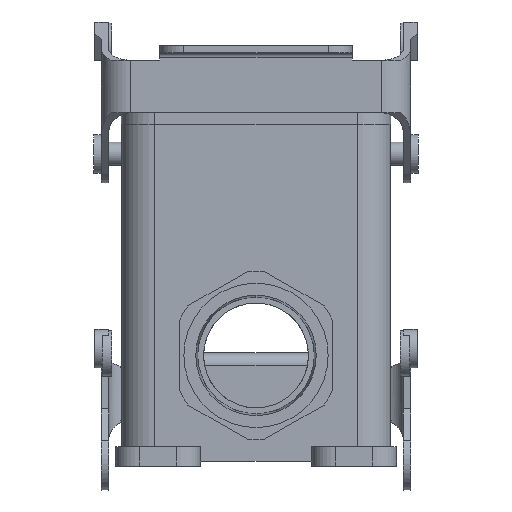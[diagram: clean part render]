
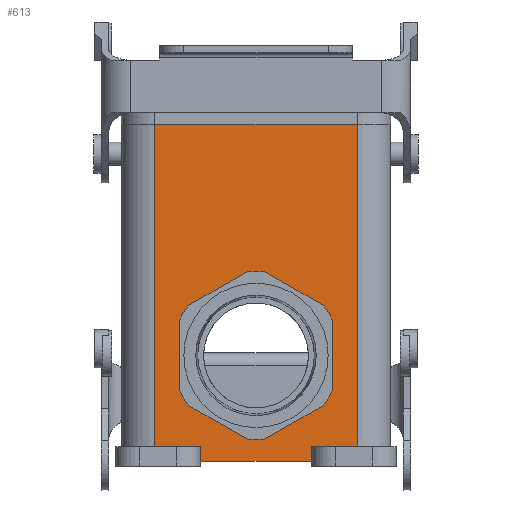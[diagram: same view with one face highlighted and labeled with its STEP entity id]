
A CAD part, left-side view. The second image highlights one B-rep face of the part: STEP entity #613.
In plain terms, the highlighted planar face has unit normal (-1, 0, 0).
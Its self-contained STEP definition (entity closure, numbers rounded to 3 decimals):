
#613 = ADVANCED_FACE( '', ( #1364, #1365 ), #1366, .F. );
#1364 = FACE_BOUND( '', #2246, .T. );
#1365 = FACE_OUTER_BOUND( '', #2247, .T. );
#1366 = PLANE( '', #2248 );
#2246 = EDGE_LOOP( '', ( #3988, #3989, #3990, #3991, #3992, #3993, #3994, #3995, #3996, #3997, #3998, #3999 ) );
#2247 = EDGE_LOOP( '', ( #4000, #4001, #4002, #4003, #4004, #4005, #4006, #4007 ) );
#2248 = AXIS2_PLACEMENT_3D( '', #4008, #4009, #4010 );
#3988 = ORIENTED_EDGE( '', *, *, #5292, .T. );
#3989 = ORIENTED_EDGE( '', *, *, #5416, .T. );
#3990 = ORIENTED_EDGE( '', *, *, #5611, .T. );
#3991 = ORIENTED_EDGE( '', *, *, #5340, .T. );
#3992 = ORIENTED_EDGE( '', *, *, #5390, .T. );
#3993 = ORIENTED_EDGE( '', *, *, #5612, .T. );
#3994 = ORIENTED_EDGE( '', *, *, #5613, .T. );
#3995 = ORIENTED_EDGE( '', *, *, #5521, .T. );
#3996 = ORIENTED_EDGE( '', *, *, #5614, .T. );
#3997 = ORIENTED_EDGE( '', *, *, #5615, .T. );
#3998 = ORIENTED_EDGE( '', *, *, #5121, .T. );
#3999 = ORIENTED_EDGE( '', *, *, #5616, .T. );
#4000 = ORIENTED_EDGE( '', *, *, #5028, .T. );
#4001 = ORIENTED_EDGE( '', *, *, #5486, .T. );
#4002 = ORIENTED_EDGE( '', *, *, #5556, .F. );
#4003 = ORIENTED_EDGE( '', *, *, #5589, .F. );
#4004 = ORIENTED_EDGE( '', *, *, #5617, .F. );
#4005 = ORIENTED_EDGE( '', *, *, #5365, .F. );
#4006 = ORIENTED_EDGE( '', *, *, #5329, .T. );
#4007 = ORIENTED_EDGE( '', *, *, #5473, .T. );
#4008 = CARTESIAN_POINT( '', ( -41., 0., 70. ) );
#4009 = DIRECTION( '', ( 1., 0., 0. ) );
#4010 = DIRECTION( '', ( 0., 0., -1. ) );
#5028 = EDGE_CURVE( '', #6013, #6014, #6015, .T. );
#5121 = EDGE_CURVE( '', #6171, #6175, #6177, .T. );
#5292 = EDGE_CURVE( '', #6454, #6456, #6458, .T. );
#5329 = EDGE_CURVE( '', #6514, #6512, #6515, .T. );
#5340 = EDGE_CURVE( '', #6531, #6529, #6532, .T. );
#5365 = EDGE_CURVE( '', #6514, #6569, #6570, .T. );
#5390 = EDGE_CURVE( '', #6529, #6602, #6604, .T. );
#5416 = EDGE_CURVE( '', #6456, #6642, #6644, .T. );
#5473 = EDGE_CURVE( '', #6512, #6013, #6723, .T. );
#5486 = EDGE_CURVE( '', #6014, #6741, #6743, .F. );
#5521 = EDGE_CURVE( '', #6788, #6790, #6792, .T. );
#5556 = EDGE_CURVE( '', #6841, #6741, #6843, .T. );
#5589 = EDGE_CURVE( '', #6886, #6841, #6888, .F. );
#5611 = EDGE_CURVE( '', #6642, #6531, #6915, .T. );
#5612 = EDGE_CURVE( '', #6602, #6916, #6917, .T. );
#5613 = EDGE_CURVE( '', #6916, #6788, #6918, .T. );
#5614 = EDGE_CURVE( '', #6790, #6919, #6920, .T. );
#5615 = EDGE_CURVE( '', #6919, #6171, #6921, .T. );
#5616 = EDGE_CURVE( '', #6175, #6454, #6922, .T. );
#5617 = EDGE_CURVE( '', #6569, #6886, #6923, .T. );
#6013 = VERTEX_POINT( '', #7422 );
#6014 = VERTEX_POINT( '', #7423 );
#6015 = LINE( '', #7424, #7425 );
#6171 = VERTEX_POINT( '', #7622 );
#6175 = VERTEX_POINT( '', #7628 );
#6177 = LINE( '', #7631, #7632 );
#6454 = VERTEX_POINT( '', #8031 );
#6456 = VERTEX_POINT( '', #8034 );
#6458 = LINE( '', #8037, #8038 );
#6512 = VERTEX_POINT( '', #8130 );
#6514 = VERTEX_POINT( '', #8133 );
#6515 = LINE( '', #8134, #8135 );
#6529 = VERTEX_POINT( '', #8156 );
#6531 = VERTEX_POINT( '', #8159 );
#6532 = CIRCLE( '', #8160, 16.75 );
#6569 = VERTEX_POINT( '', #8207 );
#6570 = LINE( '', #8208, #8209 );
#6602 = VERTEX_POINT( '', #8253 );
#6604 = LINE( '', #8256, #8257 );
#6642 = VERTEX_POINT( '', #8303 );
#6644 = CIRCLE( '', #8306, 16.75 );
#6723 = LINE( '', #8405, #8406 );
#6741 = VERTEX_POINT( '', #8428 );
#6743 = LINE( '', #8430, #8431 );
#6788 = VERTEX_POINT( '', #8489 );
#6790 = VERTEX_POINT( '', #8492 );
#6792 = CIRCLE( '', #8495, 16.75 );
#6841 = VERTEX_POINT( '', #8561 );
#6843 = LINE( '', #8563, #8564 );
#6886 = VERTEX_POINT( '', #8664 );
#6888 = LINE( '', #8666, #8667 );
#6915 = LINE( '', #8701, #8702 );
#6916 = VERTEX_POINT( '', #8703 );
#6917 = CIRCLE( '', #8704, 16.75 );
#6918 = LINE( '', #8705, #8706 );
#6919 = VERTEX_POINT( '', #8707 );
#6920 = LINE( '', #8708, #8709 );
#6921 = CIRCLE( '', #8710, 16.75 );
#6922 = CIRCLE( '', #8711, 16.75 );
#6923 = LINE( '', #8712, #8713 );
#7422 = CARTESIAN_POINT( '', ( -41., -11.5, 3. ) );
#7423 = CARTESIAN_POINT( '', ( -41., -21., 3. ) );
#7424 = CARTESIAN_POINT( '', ( -41., 0., 3. ) );
#7425 = VECTOR( '', #9197, 1000. );
#7622 = CARTESIAN_POINT( '', ( -41., -13.955, 12.737 ) );
#7628 = CARTESIAN_POINT( '', ( -41., -1.045, 5.283 ) );
#7631 = CARTESIAN_POINT( '', ( -41., -15., 13.34 ) );
#7632 = VECTOR( '', #9338, 1000. );
#8031 = CARTESIAN_POINT( '', ( -41., 1.045, 5.283 ) );
#8034 = CARTESIAN_POINT( '', ( -41., 13.955, 12.737 ) );
#8037 = CARTESIAN_POINT( '', ( -41., 0., 4.679 ) );
#8038 = VECTOR( '', #9557, 1000. );
#8130 = CARTESIAN_POINT( '', ( -41., -11.5, 0. ) );
#8133 = CARTESIAN_POINT( '', ( -41., 11.5, 0. ) );
#8134 = CARTESIAN_POINT( '', ( -41., 0., 0. ) );
#8135 = VECTOR( '', #9592, 1000. );
#8156 = CARTESIAN_POINT( '', ( -41., 13.955, 31.263 ) );
#8159 = CARTESIAN_POINT( '', ( -41., 15., 29.454 ) );
#8160 = AXIS2_PLACEMENT_3D( '', #9601, #9602, #9603 );
#8207 = CARTESIAN_POINT( '', ( -41., 11.5, 3. ) );
#8208 = CARTESIAN_POINT( '', ( -41., 11.5, 70. ) );
#8209 = VECTOR( '', #9635, 1000. );
#8253 = CARTESIAN_POINT( '', ( -41., 1.045, 38.717 ) );
#8256 = CARTESIAN_POINT( '', ( -41., 15., 30.66 ) );
#8257 = VECTOR( '', #9661, 1000. );
#8303 = CARTESIAN_POINT( '', ( -41., 15., 14.546 ) );
#8306 = AXIS2_PLACEMENT_3D( '', #9695, #9696, #9697 );
#8405 = CARTESIAN_POINT( '', ( -41., -11.5, 70. ) );
#8406 = VECTOR( '', #9772, 1000. );
#8428 = CARTESIAN_POINT( '', ( -41., -21., 70. ) );
#8430 = CARTESIAN_POINT( '', ( -41., -21., 70. ) );
#8431 = VECTOR( '', #9792, 1000. );
#8489 = CARTESIAN_POINT( '', ( -41., -13.955, 31.263 ) );
#8492 = CARTESIAN_POINT( '', ( -41., -15., 29.454 ) );
#8495 = AXIS2_PLACEMENT_3D( '', #9829, #9830, #9831 );
#8561 = CARTESIAN_POINT( '', ( -41., 21., 70. ) );
#8563 = CARTESIAN_POINT( '', ( -41., 0., 70. ) );
#8564 = VECTOR( '', #9876, 1000. );
#8664 = CARTESIAN_POINT( '', ( -41., 21., 3. ) );
#8666 = CARTESIAN_POINT( '', ( -41., 21., 70. ) );
#8667 = VECTOR( '', #9918, 1000. );
#8701 = CARTESIAN_POINT( '', ( -41., 15., 13.34 ) );
#8702 = VECTOR( '', #9938, 1000. );
#8703 = CARTESIAN_POINT( '', ( -41., -1.045, 38.717 ) );
#8704 = AXIS2_PLACEMENT_3D( '', #9939, #9940, #9941 );
#8705 = CARTESIAN_POINT( '', ( -41., 0., 39.321 ) );
#8706 = VECTOR( '', #9942, 1000. );
#8707 = CARTESIAN_POINT( '', ( -41., -15., 14.546 ) );
#8708 = CARTESIAN_POINT( '', ( -41., -15., 30.66 ) );
#8709 = VECTOR( '', #9943, 1000. );
#8710 = AXIS2_PLACEMENT_3D( '', #9944, #9945, #9946 );
#8711 = AXIS2_PLACEMENT_3D( '', #9947, #9948, #9949 );
#8712 = CARTESIAN_POINT( '', ( -41., 0., 3. ) );
#8713 = VECTOR( '', #9950, 1000. );
#9197 = DIRECTION( '', ( 0., -1., 0. ) );
#9338 = DIRECTION( '', ( 0., 0.866, -0.5 ) );
#9557 = DIRECTION( '', ( 0., 0.866, 0.5 ) );
#9592 = DIRECTION( '', ( 0., -1., 0. ) );
#9601 = CARTESIAN_POINT( '', ( -41., 0., 22. ) );
#9602 = DIRECTION( '', ( 1., 0., 0. ) );
#9603 = DIRECTION( '', ( 0., 0.866, -0.5 ) );
#9635 = DIRECTION( '', ( 0., 0., 1. ) );
#9661 = DIRECTION( '', ( 0., -0.866, 0.5 ) );
#9695 = CARTESIAN_POINT( '', ( -41., 0., 22. ) );
#9696 = DIRECTION( '', ( 1., 0., 0. ) );
#9697 = DIRECTION( '', ( 0., 0.866, -0.5 ) );
#9772 = DIRECTION( '', ( 0., 0., 1. ) );
#9792 = DIRECTION( '', ( 0., 0., -1. ) );
#9829 = CARTESIAN_POINT( '', ( -41., 0., 22. ) );
#9830 = DIRECTION( '', ( 1., 0., 0. ) );
#9831 = DIRECTION( '', ( 0., 0.866, -0.5 ) );
#9876 = DIRECTION( '', ( 0., -1., 0. ) );
#9918 = DIRECTION( '', ( 0., 0., -1. ) );
#9938 = DIRECTION( '', ( 0., 0., 1. ) );
#9939 = CARTESIAN_POINT( '', ( -41., 0., 22. ) );
#9940 = DIRECTION( '', ( 1., 0., 0. ) );
#9941 = DIRECTION( '', ( 0., 0.866, -0.5 ) );
#9942 = DIRECTION( '', ( 0., -0.866, -0.5 ) );
#9943 = DIRECTION( '', ( 0., 0., -1. ) );
#9944 = CARTESIAN_POINT( '', ( -41., 0., 22. ) );
#9945 = DIRECTION( '', ( 1., 0., 0. ) );
#9946 = DIRECTION( '', ( 0., 0.866, -0.5 ) );
#9947 = CARTESIAN_POINT( '', ( -41., 0., 22. ) );
#9948 = DIRECTION( '', ( 1., 0., 0. ) );
#9949 = DIRECTION( '', ( 0., 0.866, -0.5 ) );
#9950 = DIRECTION( '', ( 0., 1., 0. ) );
